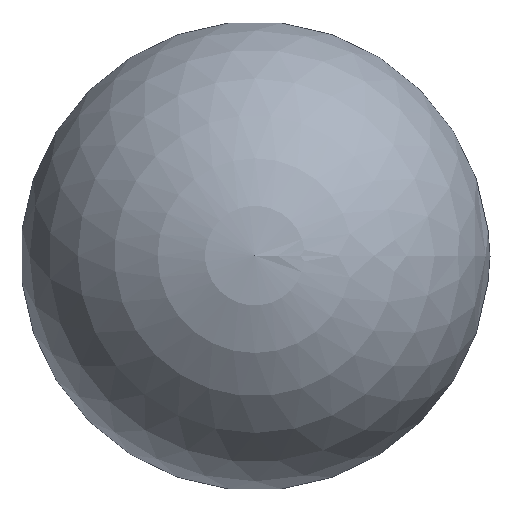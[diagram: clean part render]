
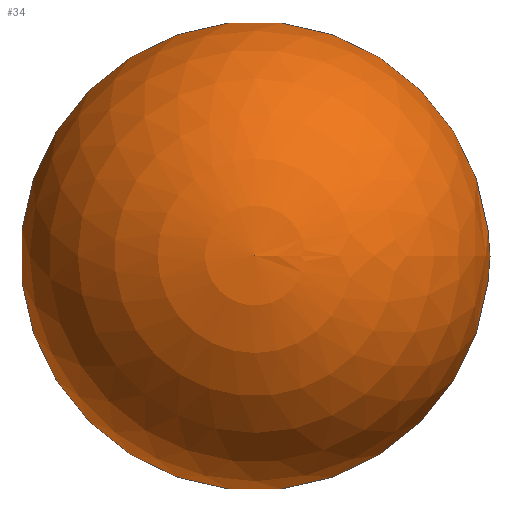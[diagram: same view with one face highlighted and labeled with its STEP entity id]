
A CAD part, top view. The second image highlights one B-rep face of the part: STEP entity #34.
In plain terms, the highlighted spherical face has radius 20.135 mm.
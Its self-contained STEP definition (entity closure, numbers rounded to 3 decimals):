
#34 = ADVANCED_FACE( '', ( #67 ), #68, .T. );
#67 = FACE_OUTER_BOUND( '', #97, .T. );
#68 = SPHERICAL_SURFACE( '', #98, 20.135 );
#97 = EDGE_LOOP( '', ( #125 ) );
#98 = AXIS2_PLACEMENT_3D( '', #126, #127, #128 );
#125 = ORIENTED_EDGE( '', *, *, #153, .T. );
#126 = CARTESIAN_POINT( '', ( 0., 0., 16.865 ) );
#127 = DIRECTION( '', ( 0., 0., 1. ) );
#128 = DIRECTION( '', ( 1., 0., 0. ) );
#153 = EDGE_CURVE( '', #168, #168, #169, .T. );
#168 = VERTEX_POINT( '', #184 );
#169 = CIRCLE( '', #185, 11. );
#184 = CARTESIAN_POINT( '', ( 11., 0., 0. ) );
#185 = AXIS2_PLACEMENT_3D( '', #200, #201, #202 );
#200 = CARTESIAN_POINT( '', ( 0., 0., 0. ) );
#201 = DIRECTION( '', ( 0., 0., 1. ) );
#202 = DIRECTION( '', ( 1., 0., 0. ) );
